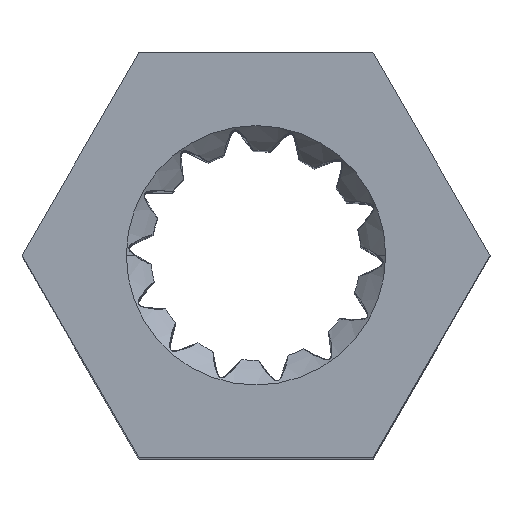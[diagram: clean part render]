
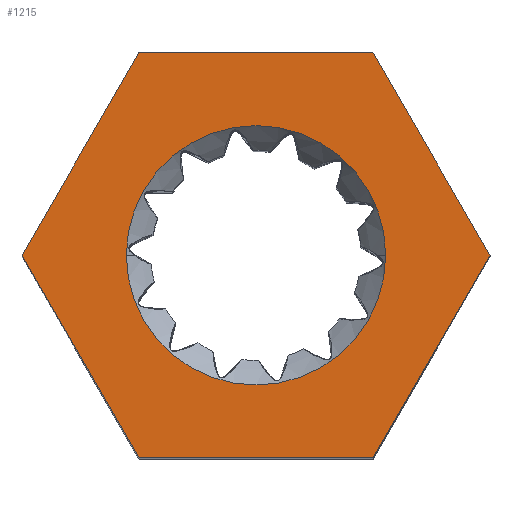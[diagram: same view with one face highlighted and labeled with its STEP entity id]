
A CAD part, top view. The second image highlights one B-rep face of the part: STEP entity #1215.
In plain terms, the highlighted planar face has unit normal (0, 0, 1).
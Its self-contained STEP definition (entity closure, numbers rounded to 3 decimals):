
#36 = VERTEX_POINT ( 'NONE', #62 ) ;
#62 = CARTESIAN_POINT ( 'NONE',  ( -4.064, 0., 25.4 ) ) ;
#82 = EDGE_CURVE ( 'NONE', #1756, #91, #1281, .T. ) ;
#91 = VERTEX_POINT ( 'NONE', #1859 ) ;
#116 = LINE ( 'NONE', #2023, #2058 ) ;
#158 = ORIENTED_EDGE ( 'NONE', *, *, #1948, .F. ) ;
#189 = DIRECTION ( 'NONE',  ( 0., 0., 1. ) ) ;
#195 = VERTEX_POINT ( 'NONE', #387 ) ;
#205 = EDGE_CURVE ( 'NONE', #586, #195, #116, .T. ) ;
#227 = CARTESIAN_POINT ( 'NONE',  ( 4.064, 0., 25.4 ) ) ;
#236 = FACE_BOUND ( 'NONE', #885, .T. ) ;
#309 = ORIENTED_EDGE ( 'NONE', *, *, #205, .T. ) ;
#326 = DIRECTION ( 'NONE',  ( 1., 0., 0. ) ) ;
#368 = ORIENTED_EDGE ( 'NONE', *, *, #1939, .T. ) ;
#387 = CARTESIAN_POINT ( 'NONE',  ( -3.666, 6.35, 25.4 ) ) ;
#460 = CARTESIAN_POINT ( 'NONE',  ( -3.666, -6.35, 25.4 ) ) ;
#480 = VECTOR ( 'NONE', #326, 1000. ) ;
#533 = DIRECTION ( 'NONE',  ( 1., 0., 0. ) ) ;
#586 = VERTEX_POINT ( 'NONE', #1671 ) ;
#615 = DIRECTION ( 'NONE',  ( 1., 0., 0. ) ) ;
#625 = DIRECTION ( 'NONE',  ( 0., 0., 1. ) ) ;
#660 = VECTOR ( 'NONE', #926, 1000. ) ;
#664 = CIRCLE ( 'NONE', #1728, 4.064 ) ;
#670 = FACE_OUTER_BOUND ( 'NONE', #1322, .T. ) ;
#681 = VERTEX_POINT ( 'NONE', #227 ) ;
#721 = CARTESIAN_POINT ( 'NONE',  ( 0., 0., 25.4 ) ) ;
#750 = CARTESIAN_POINT ( 'NONE',  ( 0., 0., 25.4 ) ) ;
#799 = EDGE_CURVE ( 'NONE', #850, #1756, #2033, .T. ) ;
#809 = EDGE_CURVE ( 'NONE', #952, #586, #873, .T. ) ;
#850 = VERTEX_POINT ( 'NONE', #863 ) ;
#863 = CARTESIAN_POINT ( 'NONE',  ( -7.332, 0., 25.4 ) ) ;
#873 = LINE ( 'NONE', #1150, #660 ) ;
#885 = EDGE_LOOP ( 'NONE', ( #1640, #158 ) ) ;
#917 = EDGE_CURVE ( 'NONE', #91, #952, #2368, .T. ) ;
#926 = DIRECTION ( 'NONE',  ( -0.5, 0.866, 0. ) ) ;
#952 = VERTEX_POINT ( 'NONE', #1192 ) ;
#998 = CARTESIAN_POINT ( 'NONE',  ( -7.332, 0., 25.4 ) ) ;
#1017 = DIRECTION ( 'NONE',  ( 1., 0., 0. ) ) ;
#1022 = PLANE ( 'NONE',  #1130 ) ;
#1074 = DIRECTION ( 'NONE',  ( 0.5, -0.866, 0. ) ) ;
#1092 = VECTOR ( 'NONE', #1864, 1000. ) ;
#1108 = ORIENTED_EDGE ( 'NONE', *, *, #809, .T. ) ;
#1122 = DIRECTION ( 'NONE',  ( 0., 0., 1. ) ) ;
#1130 = AXIS2_PLACEMENT_3D ( 'NONE', #721, #1122, #615 ) ;
#1150 = CARTESIAN_POINT ( 'NONE',  ( 7.332, 0., 25.4 ) ) ;
#1178 = ORIENTED_EDGE ( 'NONE', *, *, #82, .T. ) ;
#1192 = CARTESIAN_POINT ( 'NONE',  ( 7.332, 0., 25.4 ) ) ;
#1215 = ADVANCED_FACE ( 'NONE', ( #236, #670 ), #1022, .T. ) ;
#1216 = ORIENTED_EDGE ( 'NONE', *, *, #917, .T. ) ;
#1244 = DIRECTION ( 'NONE',  ( -1., 0., 0. ) ) ;
#1264 = EDGE_CURVE ( 'NONE', #681, #36, #1567, .T. ) ;
#1278 = CARTESIAN_POINT ( 'NONE',  ( 0., 0., 25.4 ) ) ;
#1281 = LINE ( 'NONE', #2045, #480 ) ;
#1289 = VECTOR ( 'NONE', #1074, 1000. ) ;
#1322 = EDGE_LOOP ( 'NONE', ( #1216, #1108, #309, #368, #1800, #1178 ) ) ;
#1549 = CARTESIAN_POINT ( 'NONE',  ( 3.666, -6.35, 25.4 ) ) ;
#1567 = CIRCLE ( 'NONE', #2046, 4.064 ) ;
#1640 = ORIENTED_EDGE ( 'NONE', *, *, #1264, .F. ) ;
#1671 = CARTESIAN_POINT ( 'NONE',  ( 3.666, 6.35, 25.4 ) ) ;
#1728 = AXIS2_PLACEMENT_3D ( 'NONE', #1278, #189, #1017 ) ;
#1756 = VERTEX_POINT ( 'NONE', #460 ) ;
#1800 = ORIENTED_EDGE ( 'NONE', *, *, #799, .T. ) ;
#1859 = CARTESIAN_POINT ( 'NONE',  ( 3.666, -6.35, 25.4 ) ) ;
#1864 = DIRECTION ( 'NONE',  ( 0.5, 0.866, 0. ) ) ;
#1935 = LINE ( 'NONE', #2464, #2052 ) ;
#1939 = EDGE_CURVE ( 'NONE', #195, #850, #1935, .T. ) ;
#1948 = EDGE_CURVE ( 'NONE', #36, #681, #664, .T. ) ;
#2023 = CARTESIAN_POINT ( 'NONE',  ( 3.666, 6.35, 25.4 ) ) ;
#2033 = LINE ( 'NONE', #998, #1289 ) ;
#2045 = CARTESIAN_POINT ( 'NONE',  ( -3.666, -6.35, 25.4 ) ) ;
#2046 = AXIS2_PLACEMENT_3D ( 'NONE', #750, #625, #533 ) ;
#2052 = VECTOR ( 'NONE', #2374, 1000. ) ;
#2058 = VECTOR ( 'NONE', #1244, 1000. ) ;
#2368 = LINE ( 'NONE', #1549, #1092 ) ;
#2374 = DIRECTION ( 'NONE',  ( -0.5, -0.866, 0. ) ) ;
#2464 = CARTESIAN_POINT ( 'NONE',  ( -3.666, 6.35, 25.4 ) ) ;
